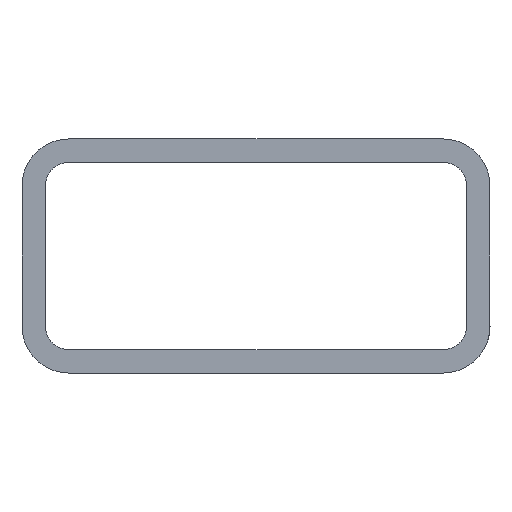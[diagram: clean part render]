
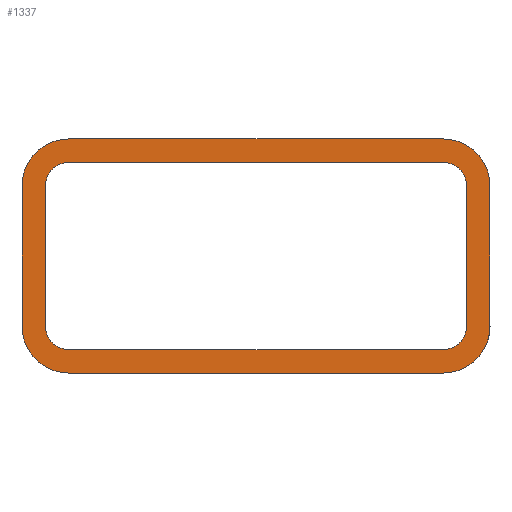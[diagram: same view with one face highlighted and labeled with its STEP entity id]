
A CAD part, front view. The second image highlights one B-rep face of the part: STEP entity #1337.
In plain terms, the highlighted planar face has unit normal (0, -1, 0).
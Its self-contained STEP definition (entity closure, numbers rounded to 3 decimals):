
#93 = DIRECTION ( 'NONE',  ( 0., 0., -1. ) ) ;
#95 = AXIS2_PLACEMENT_3D ( 'NONE', #360, #437, #93 ) ;
#102 = ORIENTED_EDGE ( 'NONE', *, *, #2760, .T. ) ;
#181 = CARTESIAN_POINT ( 'NONE',  ( 76., 1940., -10.25 ) ) ;
#196 = CARTESIAN_POINT ( 'NONE',  ( 130., 1940., -34.25 ) ) ;
#197 = VERTEX_POINT ( 'NONE', #3029 ) ;
#205 = CARTESIAN_POINT ( 'NONE',  ( 124., 1940., -37.25 ) ) ;
#232 = CARTESIAN_POINT ( 'NONE',  ( 76., 1940., -16.25 ) ) ;
#245 = DIRECTION ( 'NONE',  ( 0., 0., 1. ) ) ;
#250 = AXIS2_PLACEMENT_3D ( 'NONE', #2475, #3040, #3299 ) ;
#274 = DIRECTION ( 'NONE',  ( 0., 0., -1. ) ) ;
#338 = DIRECTION ( 'NONE',  ( 0., -1., 0. ) ) ;
#360 = CARTESIAN_POINT ( 'NONE',  ( 124., 1940., -34.25 ) ) ;
#437 = DIRECTION ( 'NONE',  ( 0., -1., 0. ) ) ;
#440 = VERTEX_POINT ( 'NONE', #1309 ) ;
#497 = CARTESIAN_POINT ( 'NONE',  ( 76., 1940., -40.25 ) ) ;
#511 = DIRECTION ( 'NONE',  ( 1., 0., 0. ) ) ;
#513 = DIRECTION ( 'NONE',  ( 0., -1., 0. ) ) ;
#548 = ORIENTED_EDGE ( 'NONE', *, *, #581, .F. ) ;
#575 = CARTESIAN_POINT ( 'NONE',  ( 70., 1940., -16.25 ) ) ;
#580 = CARTESIAN_POINT ( 'NONE',  ( 73., 1940., -16.25 ) ) ;
#581 = EDGE_CURVE ( 'NONE', #964, #1765, #2175, .T. ) ;
#611 = VERTEX_POINT ( 'NONE', #1912 ) ;
#681 = ORIENTED_EDGE ( 'NONE', *, *, #1808, .F. ) ;
#714 = EDGE_CURVE ( 'NONE', #1765, #1659, #1221, .T. ) ;
#722 = DIRECTION ( 'NONE',  ( 0., 0., -1. ) ) ;
#727 = DIRECTION ( 'NONE',  ( -1., 0., 0. ) ) ;
#801 = CARTESIAN_POINT ( 'NONE',  ( 76., 1940., -10.25 ) ) ;
#812 = CARTESIAN_POINT ( 'NONE',  ( 124., 1940., -37.25 ) ) ;
#830 = ORIENTED_EDGE ( 'NONE', *, *, #714, .F. ) ;
#833 = CARTESIAN_POINT ( 'NONE',  ( 76., 1940., -13.25 ) ) ;
#839 = AXIS2_PLACEMENT_3D ( 'NONE', #232, #3419, #722 ) ;
#961 = VERTEX_POINT ( 'NONE', #1668 ) ;
#964 = VERTEX_POINT ( 'NONE', #833 ) ;
#985 = CARTESIAN_POINT ( 'NONE',  ( 76., 1940., -40.25 ) ) ;
#1016 = CIRCLE ( 'NONE', #1512, 3. ) ;
#1046 = CARTESIAN_POINT ( 'NONE',  ( 124., 1940., -13.25 ) ) ;
#1061 = VERTEX_POINT ( 'NONE', #2448 ) ;
#1113 = DIRECTION ( 'NONE',  ( 0., 0., -1. ) ) ;
#1143 = DIRECTION ( 'NONE',  ( 0., 0., -1. ) ) ;
#1178 = VECTOR ( 'NONE', #3198, 1000. ) ;
#1179 = EDGE_LOOP ( 'NONE', ( #3131, #1999, #681, #830, #548, #3265, #3294, #2354 ) ) ;
#1200 = ORIENTED_EDGE ( 'NONE', *, *, #2986, .T. ) ;
#1215 = VECTOR ( 'NONE', #1113, 1000. ) ;
#1221 = LINE ( 'NONE', #3066, #2736 ) ;
#1250 = LINE ( 'NONE', #2794, #1903 ) ;
#1275 = VERTEX_POINT ( 'NONE', #3113 ) ;
#1309 = CARTESIAN_POINT ( 'NONE',  ( 127., 1940., -34.25 ) ) ;
#1311 = CARTESIAN_POINT ( 'NONE',  ( 73., 1940., -34.25 ) ) ;
#1317 = DIRECTION ( 'NONE',  ( 0., -1., 0. ) ) ;
#1337 = ADVANCED_FACE ( 'NONE', ( #2872, #3437 ), #3136, .T. ) ;
#1387 = ORIENTED_EDGE ( 'NONE', *, *, #3054, .T. ) ;
#1388 = AXIS2_PLACEMENT_3D ( 'NONE', #3465, #3436, #3236 ) ;
#1404 = CARTESIAN_POINT ( 'NONE',  ( 124., 1940., -16.25 ) ) ;
#1493 = DIRECTION ( 'NONE',  ( 0., 0., -1. ) ) ;
#1512 = AXIS2_PLACEMENT_3D ( 'NONE', #2758, #3277, #274 ) ;
#1541 = ORIENTED_EDGE ( 'NONE', *, *, #1693, .T. ) ;
#1557 = ORIENTED_EDGE ( 'NONE', *, *, #3407, .T. ) ;
#1616 = CARTESIAN_POINT ( 'NONE',  ( 76., 1940., -16.25 ) ) ;
#1659 = VERTEX_POINT ( 'NONE', #1311 ) ;
#1668 = CARTESIAN_POINT ( 'NONE',  ( 124., 1940., -10.25 ) ) ;
#1693 = EDGE_CURVE ( 'NONE', #2862, #2242, #2384, .T. ) ;
#1727 = EDGE_CURVE ( 'NONE', #961, #2946, #1865, .T. ) ;
#1733 = CARTESIAN_POINT ( 'NONE',  ( 124., 1940., -40.25 ) ) ;
#1765 = VERTEX_POINT ( 'NONE', #580 ) ;
#1808 = EDGE_CURVE ( 'NONE', #1659, #2281, #1016, .T. ) ;
#1850 = AXIS2_PLACEMENT_3D ( 'NONE', #3164, #513, #3433 ) ;
#1865 = LINE ( 'NONE', #801, #1178 ) ;
#1903 = VECTOR ( 'NONE', #3393, 1000. ) ;
#1912 = CARTESIAN_POINT ( 'NONE',  ( 70., 1940., -34.25 ) ) ;
#1943 = EDGE_CURVE ( 'NONE', #2547, #440, #3313, .T. ) ;
#1999 = ORIENTED_EDGE ( 'NONE', *, *, #2157, .F. ) ;
#2045 = EDGE_CURVE ( 'NONE', #1061, #964, #2660, .T. ) ;
#2047 = CARTESIAN_POINT ( 'NONE',  ( 70., 1940., -16.25 ) ) ;
#2059 = AXIS2_PLACEMENT_3D ( 'NONE', #1404, #338, #1143 ) ;
#2157 = EDGE_CURVE ( 'NONE', #2281, #2547, #2158, .T. ) ;
#2158 = LINE ( 'NONE', #812, #3019 ) ;
#2175 = CIRCLE ( 'NONE', #3069, 3. ) ;
#2191 = DIRECTION ( 'NONE',  ( 0., 0., -1. ) ) ;
#2242 = VERTEX_POINT ( 'NONE', #1733 ) ;
#2281 = VERTEX_POINT ( 'NONE', #3330 ) ;
#2293 = CIRCLE ( 'NONE', #2743, 6. ) ;
#2307 = ORIENTED_EDGE ( 'NONE', *, *, #2740, .T. ) ;
#2354 = ORIENTED_EDGE ( 'NONE', *, *, #3037, .F. ) ;
#2384 = LINE ( 'NONE', #497, #3307 ) ;
#2436 = CARTESIAN_POINT ( 'NONE',  ( 76., 1940., -16.25 ) ) ;
#2448 = CARTESIAN_POINT ( 'NONE',  ( 124., 1940., -13.25 ) ) ;
#2475 = CARTESIAN_POINT ( 'NONE',  ( 124., 1940., -16.25 ) ) ;
#2487 = VERTEX_POINT ( 'NONE', #2047 ) ;
#2502 = ORIENTED_EDGE ( 'NONE', *, *, #1727, .T. ) ;
#2547 = VERTEX_POINT ( 'NONE', #205 ) ;
#2620 = CARTESIAN_POINT ( 'NONE',  ( 127., 1940., -16.25 ) ) ;
#2660 = LINE ( 'NONE', #1046, #2798 ) ;
#2691 = DIRECTION ( 'NONE',  ( 0., 0., -1. ) ) ;
#2731 = CIRCLE ( 'NONE', #2059, 6. ) ;
#2734 = DIRECTION ( 'NONE',  ( 0., -1., 0. ) ) ;
#2736 = VECTOR ( 'NONE', #1493, 1000. ) ;
#2740 = EDGE_CURVE ( 'NONE', #197, #961, #2731, .T. ) ;
#2743 = AXIS2_PLACEMENT_3D ( 'NONE', #1616, #1317, #2691 ) ;
#2758 = CARTESIAN_POINT ( 'NONE',  ( 76., 1940., -34.25 ) ) ;
#2760 = EDGE_CURVE ( 'NONE', #2487, #611, #3285, .T. ) ;
#2794 = CARTESIAN_POINT ( 'NONE',  ( 130., 1940., -34.25 ) ) ;
#2798 = VECTOR ( 'NONE', #727, 1000. ) ;
#2831 = ORIENTED_EDGE ( 'NONE', *, *, #3432, .T. ) ;
#2862 = VERTEX_POINT ( 'NONE', #985 ) ;
#2872 = FACE_BOUND ( 'NONE', #1179, .T. ) ;
#2894 = EDGE_LOOP ( 'NONE', ( #1200, #102, #1387, #1541, #2831, #1557, #2307, #2502 ) ) ;
#2910 = VECTOR ( 'NONE', #245, 1000. ) ;
#2946 = VERTEX_POINT ( 'NONE', #181 ) ;
#2986 = EDGE_CURVE ( 'NONE', #2946, #2487, #2293, .T. ) ;
#3019 = VECTOR ( 'NONE', #3226, 1000. ) ;
#3029 = CARTESIAN_POINT ( 'NONE',  ( 130., 1940., -16.25 ) ) ;
#3037 = EDGE_CURVE ( 'NONE', #440, #1275, #3449, .T. ) ;
#3040 = DIRECTION ( 'NONE',  ( 0., -1., 0. ) ) ;
#3054 = EDGE_CURVE ( 'NONE', #611, #2862, #3133, .T. ) ;
#3066 = CARTESIAN_POINT ( 'NONE',  ( 73., 1940., -34.25 ) ) ;
#3069 = AXIS2_PLACEMENT_3D ( 'NONE', #2436, #2734, #2191 ) ;
#3113 = CARTESIAN_POINT ( 'NONE',  ( 127., 1940., -16.25 ) ) ;
#3131 = ORIENTED_EDGE ( 'NONE', *, *, #1943, .F. ) ;
#3133 = CIRCLE ( 'NONE', #1388, 6. ) ;
#3136 = PLANE ( 'NONE',  #839 ) ;
#3162 = EDGE_CURVE ( 'NONE', #1275, #1061, #3355, .T. ) ;
#3164 = CARTESIAN_POINT ( 'NONE',  ( 124., 1940., -34.25 ) ) ;
#3196 = CIRCLE ( 'NONE', #1850, 6. ) ;
#3198 = DIRECTION ( 'NONE',  ( -1., 0., 0. ) ) ;
#3226 = DIRECTION ( 'NONE',  ( 1., 0., 0. ) ) ;
#3236 = DIRECTION ( 'NONE',  ( 0., 0., -1. ) ) ;
#3265 = ORIENTED_EDGE ( 'NONE', *, *, #2045, .F. ) ;
#3277 = DIRECTION ( 'NONE',  ( 0., -1., 0. ) ) ;
#3285 = LINE ( 'NONE', #575, #1215 ) ;
#3294 = ORIENTED_EDGE ( 'NONE', *, *, #3162, .F. ) ;
#3299 = DIRECTION ( 'NONE',  ( 0., 0., -1. ) ) ;
#3307 = VECTOR ( 'NONE', #511, 1000. ) ;
#3313 = CIRCLE ( 'NONE', #95, 3. ) ;
#3330 = CARTESIAN_POINT ( 'NONE',  ( 76., 1940., -37.25 ) ) ;
#3355 = CIRCLE ( 'NONE', #250, 3. ) ;
#3393 = DIRECTION ( 'NONE',  ( 0., 0., 1. ) ) ;
#3407 = EDGE_CURVE ( 'NONE', #3484, #197, #1250, .T. ) ;
#3419 = DIRECTION ( 'NONE',  ( 0., -1., 0. ) ) ;
#3432 = EDGE_CURVE ( 'NONE', #2242, #3484, #3196, .T. ) ;
#3433 = DIRECTION ( 'NONE',  ( 0., 0., -1. ) ) ;
#3436 = DIRECTION ( 'NONE',  ( 0., -1., 0. ) ) ;
#3437 = FACE_OUTER_BOUND ( 'NONE', #2894, .T. ) ;
#3449 = LINE ( 'NONE', #2620, #2910 ) ;
#3465 = CARTESIAN_POINT ( 'NONE',  ( 76., 1940., -34.25 ) ) ;
#3484 = VERTEX_POINT ( 'NONE', #196 ) ;
